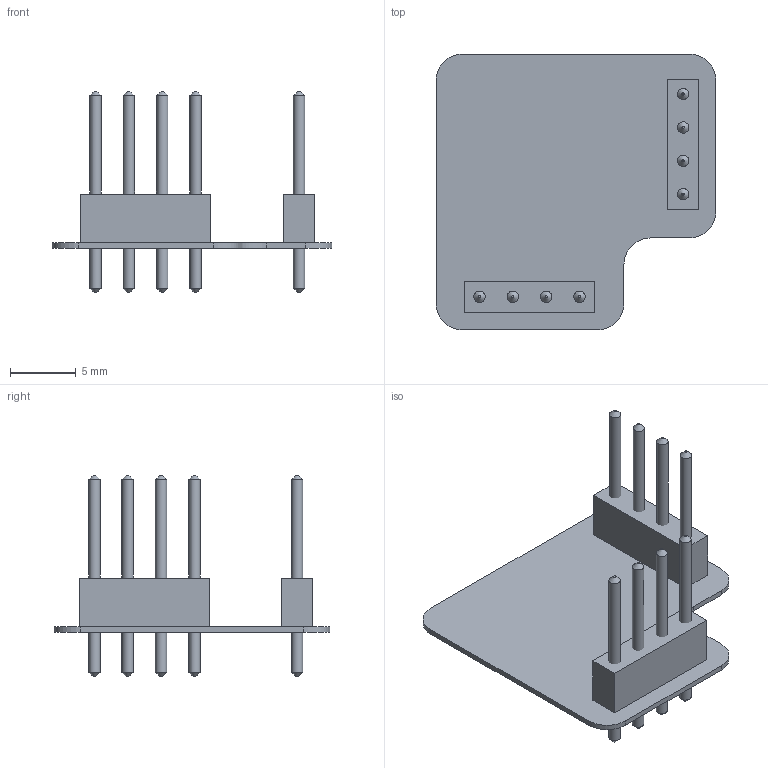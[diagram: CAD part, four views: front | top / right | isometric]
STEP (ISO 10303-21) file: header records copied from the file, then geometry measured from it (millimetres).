
FILE_DESCRIPTION(('Open CASCADE Model'),'2;1');
FILE_NAME('Open CASCADE Shape Model','2020-04-09T14:06:49',('Author'),( 'Open CASCADE'),'Open CASCADE STEP processor 6.8','Open CASCADE 6.8' ,'Unknown');
FILE_SCHEMA(('AUTOMOTIVE_DESIGN { 1 0 10303 214 1 1 1 1 }'));
Length unit declared in the file: millimetre
Products named in the file (10): PCB; Board; J2; 6451935360; SimpleBody; LeadsArray; J1; 6451931328
Assembly tree (9 placements, depth 4):
  PCB
    Board
    J2
      6451935360
        SimpleBody
        LeadsArray
    J1
      6451931328
        SimpleBody
        LeadsArray
Bounding box: 21.3 x 21 x 15.36 mm (x, y, z)
Volume: 402.9 mm3; surface area: 1427.5 mm2
Topology: 11 solids, 11 shells, 74 faces, 140 edges, 88 vertices
Faces by surface type: plane 36, cylinder 22, cone 16
Full cylindrical faces by diameter (mm): 0.87 x8, 1.05 x8
Entity records: 2147 total; most frequent: DIRECTION 368, CARTESIAN_POINT 312, ORIENTED_EDGE 280, AXIS2_PLACEMENT_3D 144, EDGE_CURVE 140, FACE_BOUND 90, EDGE_LOOP 90, VERTEX_POINT 88
